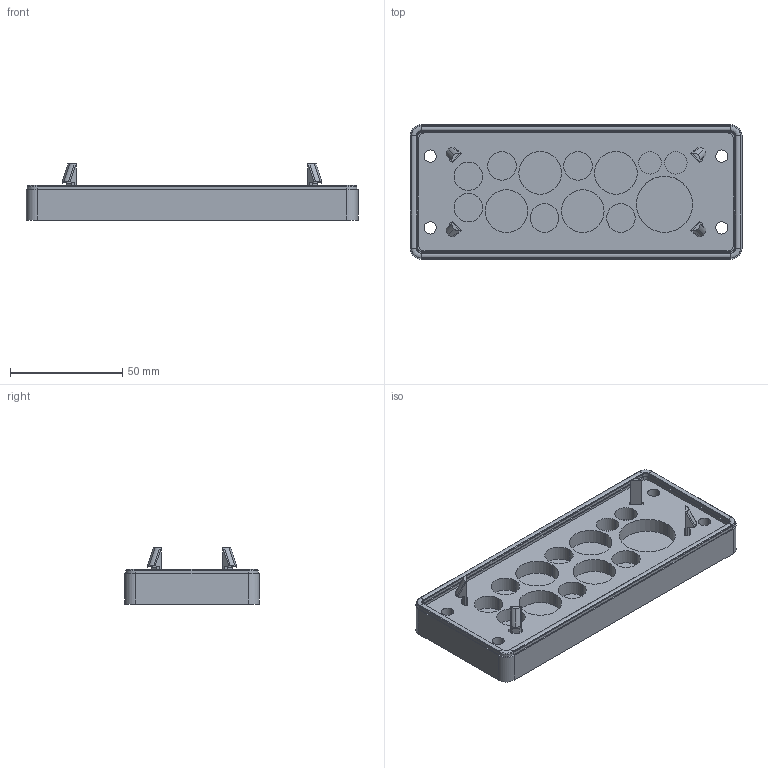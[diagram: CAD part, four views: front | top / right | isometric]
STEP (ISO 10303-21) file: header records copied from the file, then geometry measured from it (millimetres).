
FILE_DESCRIPTION (( 'STEP AP203' ), '1' );
FILE_NAME ('567335.step', '2020-12-17T18:38:59', ( '' ), ( '' ), 'SwSTEP 2.0', 'SolidWorks 2019', '' );
FILE_SCHEMA (( 'CONFIG_CONTROL_DESIGN' ));
Length unit declared in the file: millimetre
Products named in the file (1): 567335
Bounding box: 148 x 60 x 25 mm (x, y, z)
Volume: 79114.7 mm3; surface area: 63909.3 mm2
Topology: 4 solids, 4 shells, 385 faces, 1028 edges, 668 vertices
Faces by surface type: cylinder 176, plane 173, torus 20, cone 16
Entity records: 12317 total; most frequent: CARTESIAN_POINT 2250, DIRECTION 2128, ORIENTED_EDGE 2056, EDGE_CURVE 1028, AXIS2_PLACEMENT_3D 754, VERTEX_POINT 668, VECTOR 620, LINE 620
